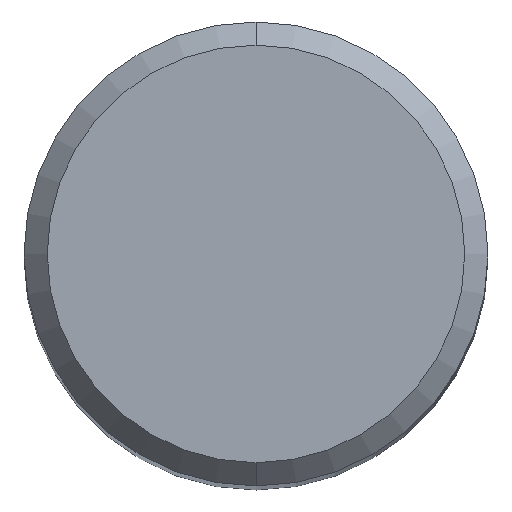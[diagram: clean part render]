
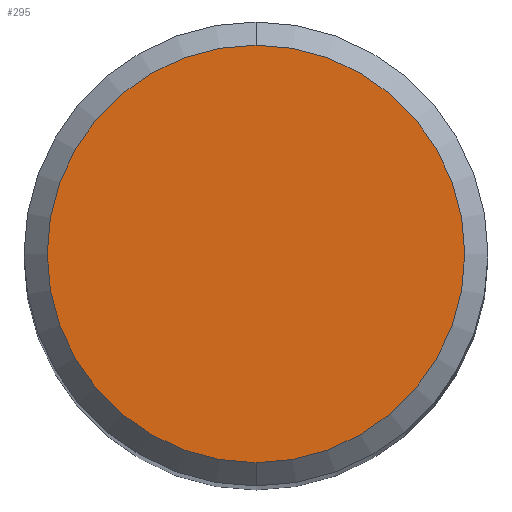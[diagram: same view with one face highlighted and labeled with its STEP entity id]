
A CAD part, top view. The second image highlights one B-rep face of the part: STEP entity #295.
In plain terms, the highlighted planar face has unit normal (0, 0, 1).
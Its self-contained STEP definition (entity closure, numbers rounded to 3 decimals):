
#253=EDGE_CURVE('',#457,#411,#573,.T.);
#259=EDGE_CURVE('',#411,#457,#580,.T.);
#295=ADVANCED_FACE('',(#619),#620,.T.);
#411=VERTEX_POINT('',#751);
#457=VERTEX_POINT('',#803);
#573=CIRCLE('',#1058,3.6);
#580=CIRCLE('',#1067,3.6);
#619=FACE_OUTER_BOUND('',#1115,.T.);
#620=PLANE('',#1116);
#751=CARTESIAN_POINT('',(0.,-3.6,0.0));
#803=CARTESIAN_POINT('',(0.0,3.6,0.0));
#1058=AXIS2_PLACEMENT_3D('',#1555,#1556,#1557);
#1067=AXIS2_PLACEMENT_3D('',#1571,#1572,#1573);
#1115=EDGE_LOOP('',(#1605,#1606));
#1116=AXIS2_PLACEMENT_3D('',#1607,#1608,#1609);
#1555=CARTESIAN_POINT('',(0.0,0.0,0.0));
#1556=DIRECTION('',(0.0,0.0,-1.0));
#1557=DIRECTION('',(0.0,1.0,0.0));
#1571=CARTESIAN_POINT('',(0.0,0.0,0.0));
#1572=DIRECTION('',(0.0,0.0,-1.0));
#1573=DIRECTION('',(0.0,1.0,0.0));
#1605=ORIENTED_EDGE('',*,*,#253,.F.);
#1606=ORIENTED_EDGE('',*,*,#259,.F.);
#1607=CARTESIAN_POINT('',(0.0,1.8,0.0));
#1608=DIRECTION('',(-0.0,0.0,1.0));
#1609=DIRECTION('',(0.0,-1.0,0.0));
